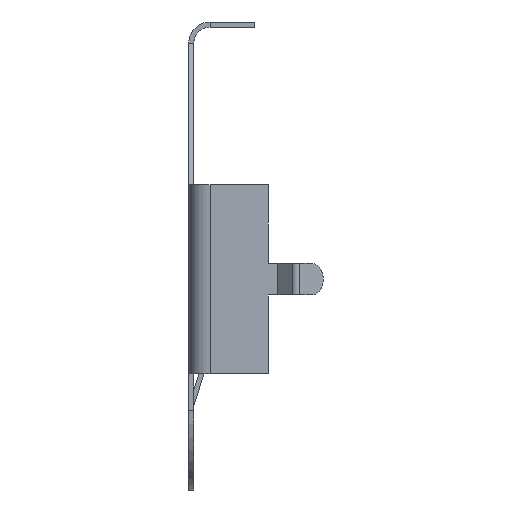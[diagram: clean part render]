
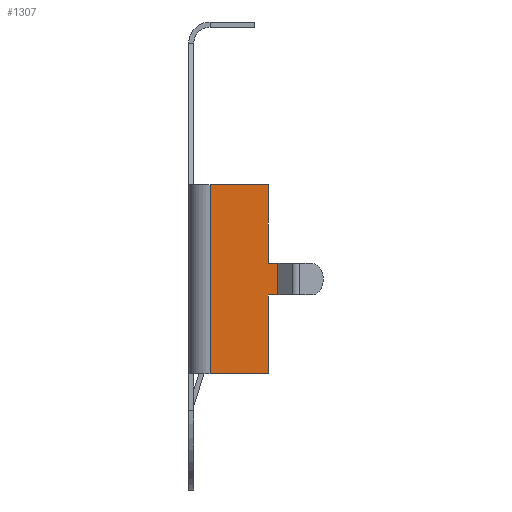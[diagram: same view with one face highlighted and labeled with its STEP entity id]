
A CAD part, left-side view. The second image highlights one B-rep face of the part: STEP entity #1307.
In plain terms, the highlighted planar face has unit normal (-1, 0, 0).
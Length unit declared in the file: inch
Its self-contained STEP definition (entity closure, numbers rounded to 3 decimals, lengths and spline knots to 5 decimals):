
#27 = CARTESIAN_POINT ( 'NONE',  ( -0.5, 0., -0.68 ) ) ;
#50 = VECTOR ( 'NONE', #3314, 39.37008 ) ;
#62 = ORIENTED_EDGE ( 'NONE', *, *, #965, .F. ) ;
#155 = CARTESIAN_POINT ( 'NONE',  ( -0.5, -0.146, -0.5255 ) ) ;
#165 = DIRECTION ( 'NONE',  ( 0., 0., -1. ) ) ;
#174 = VECTOR ( 'NONE', #165, 39.37008 ) ;
#186 = CARTESIAN_POINT ( 'NONE',  ( -0.5, -0.146, -0.4635 ) ) ;
#225 = VERTEX_POINT ( 'NONE', #1500 ) ;
#349 = VERTEX_POINT ( 'NONE', #3382 ) ;
#425 = CARTESIAN_POINT ( 'NONE',  ( -0.5, -0.032, -0.309 ) ) ;
#549 = CARTESIAN_POINT ( 'NONE',  ( -0.5, -0.032, -0.68 ) ) ;
#749 = VERTEX_POINT ( 'NONE', #425 ) ;
#798 = CARTESIAN_POINT ( 'NONE',  ( -0.5, 0., -0.68 ) ) ;
#808 = DIRECTION ( 'NONE',  ( 0., -1., 0. ) ) ;
#823 = ORIENTED_EDGE ( 'NONE', *, *, #1058, .T. ) ;
#827 = ORIENTED_EDGE ( 'NONE', *, *, #2686, .F. ) ;
#854 = VERTEX_POINT ( 'NONE', #2204 ) ;
#876 = ORIENTED_EDGE ( 'NONE', *, *, #3306, .F. ) ;
#907 = VECTOR ( 'NONE', #2444, 39.37008 ) ;
#912 = ORIENTED_EDGE ( 'NONE', *, *, #2349, .F. ) ;
#965 = EDGE_CURVE ( 'NONE', #854, #2187, #2202, .T. ) ;
#989 = LINE ( 'NONE', #2719, #907 ) ;
#1041 = CARTESIAN_POINT ( 'NONE',  ( -0.5, -0.146, -0.4635 ) ) ;
#1058 = EDGE_CURVE ( 'NONE', #749, #2695, #3116, .T. ) ;
#1189 = LINE ( 'NONE', #1041, #1904 ) ;
#1260 = EDGE_CURVE ( 'NONE', #2796, #1975, #1189, .T. ) ;
#1307 = ADVANCED_FACE ( 'NONE', ( #1426 ), #2145, .T. ) ;
#1369 = DIRECTION ( 'NONE',  ( 0., 1., 0. ) ) ;
#1387 = CARTESIAN_POINT ( 'NONE',  ( -0.5, -0.146, -0.309 ) ) ;
#1426 = FACE_OUTER_BOUND ( 'NONE', #3423, .T. ) ;
#1500 = CARTESIAN_POINT ( 'NONE',  ( -0.5, -0.146, -0.68 ) ) ;
#1713 = ORIENTED_EDGE ( 'NONE', *, *, #2408, .F. ) ;
#1832 = CARTESIAN_POINT ( 'NONE',  ( -0.5, -0.146, -0.5255 ) ) ;
#1899 = ORIENTED_EDGE ( 'NONE', *, *, #1947, .F. ) ;
#1904 = VECTOR ( 'NONE', #2671, 39.37008 ) ;
#1915 = AXIS2_PLACEMENT_3D ( 'NONE', #798, #2414, #808 ) ;
#1947 = EDGE_CURVE ( 'NONE', #2187, #225, #2323, .T. ) ;
#1975 = VERTEX_POINT ( 'NONE', #186 ) ;
#2008 = DIRECTION ( 'NONE',  ( 0., 0., -1. ) ) ;
#2057 = LINE ( 'NONE', #3073, #2700 ) ;
#2145 = PLANE ( 'NONE',  #1915 ) ;
#2178 = VECTOR ( 'NONE', #3005, 39.37008 ) ;
#2187 = VERTEX_POINT ( 'NONE', #1832 ) ;
#2202 = LINE ( 'NONE', #2533, #50 ) ;
#2204 = CARTESIAN_POINT ( 'NONE',  ( -0.5, -0.165, -0.5255 ) ) ;
#2256 = ORIENTED_EDGE ( 'NONE', *, *, #1260, .F. ) ;
#2323 = LINE ( 'NONE', #155, #174 ) ;
#2349 = EDGE_CURVE ( 'NONE', #1975, #349, #989, .T. ) ;
#2408 = EDGE_CURVE ( 'NONE', #749, #2796, #2893, .T. ) ;
#2413 = DIRECTION ( 'NONE',  ( 0., 0., -1. ) ) ;
#2414 = DIRECTION ( 'NONE',  ( -1., 0., 0. ) ) ;
#2444 = DIRECTION ( 'NONE',  ( 0., -1., 0. ) ) ;
#2461 = CARTESIAN_POINT ( 'NONE',  ( -0.5, -0.032, -0.68 ) ) ;
#2508 = VECTOR ( 'NONE', #2413, 39.37008 ) ;
#2521 = VECTOR ( 'NONE', #1369, 39.37008 ) ;
#2533 = CARTESIAN_POINT ( 'NONE',  ( -0.5, -0.165, -0.5255 ) ) ;
#2671 = DIRECTION ( 'NONE',  ( 0., 0., -1. ) ) ;
#2686 = EDGE_CURVE ( 'NONE', #225, #2695, #3224, .T. ) ;
#2695 = VERTEX_POINT ( 'NONE', #2461 ) ;
#2700 = VECTOR ( 'NONE', #2008, 39.37008 ) ;
#2719 = CARTESIAN_POINT ( 'NONE',  ( -0.5, -0.165, -0.4635 ) ) ;
#2772 = CARTESIAN_POINT ( 'NONE',  ( -0.5, -0.146, -0.309 ) ) ;
#2796 = VERTEX_POINT ( 'NONE', #2772 ) ;
#2893 = LINE ( 'NONE', #1387, #2178 ) ;
#3005 = DIRECTION ( 'NONE',  ( 0., -1., 0. ) ) ;
#3073 = CARTESIAN_POINT ( 'NONE',  ( -0.5, -0.165, -0.5255 ) ) ;
#3116 = LINE ( 'NONE', #549, #2508 ) ;
#3224 = LINE ( 'NONE', #27, #2521 ) ;
#3306 = EDGE_CURVE ( 'NONE', #349, #854, #2057, .T. ) ;
#3314 = DIRECTION ( 'NONE',  ( 0., 1., 0. ) ) ;
#3382 = CARTESIAN_POINT ( 'NONE',  ( -0.5, -0.165, -0.4635 ) ) ;
#3423 = EDGE_LOOP ( 'NONE', ( #1713, #823, #827, #1899, #62, #876, #912, #2256 ) ) ;
